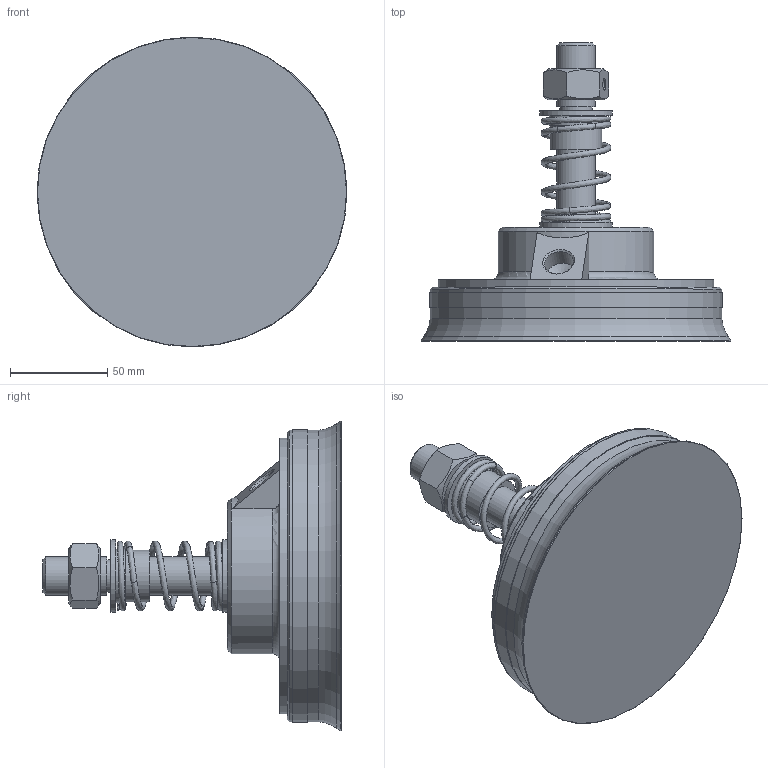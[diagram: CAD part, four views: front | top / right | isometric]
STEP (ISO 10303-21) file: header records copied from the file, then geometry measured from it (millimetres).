
FILE_DESCRIPTION(/* description */ (''),/* implementation_level */ '2;1');
FILE_NAME(/* name */ 'vpdm30150sh30sb.stp',/* time_stamp */ '2025-11-10T11:12:23+01:00',/* author */ ('enginyeria4'),/* organization */ (''),/* preprocessor_version */ 'ST-DEVELOPER v20',/* originating_system */ 'Autodesk Inventor 2024',/* authorisation */ '');
FILE_SCHEMA (('AUTOMOTIVE_DESIGN { 1 0 10303 214 3 1 1 }'));
Length unit declared in the file: millimetre
Products named in the file (1): vpdm30150sb
Bounding box: 159.49 x 153.51 x 159.49 mm (x, y, z)
Volume: 751495.3 mm3; surface area: 75641.8 mm2
Topology: 1 solids, 1 shells, 68 faces, 141 edges, 91 vertices
Faces by surface type: plane 29, cylinder 16, bspline 11, cone 8, torus 4
Full cylindrical faces by diameter (mm): 4.917 x1, 14.95 x1, 16.933 x1, 20 x3, 26.667 x1, 27.5 x2, 37.5 x2, 80 x1, 142 x1, 150 x2, 150.8 x1
Entity records: 4333 total; most frequent: CARTESIAN_POINT 2773, DIRECTION 283, ORIENTED_EDGE 280, EDGE_CURVE 140, AXIS2_PLACEMENT_3D 122, VERTEX_POINT 91, EDGE_LOOP 85, STYLED_ITEM 69
